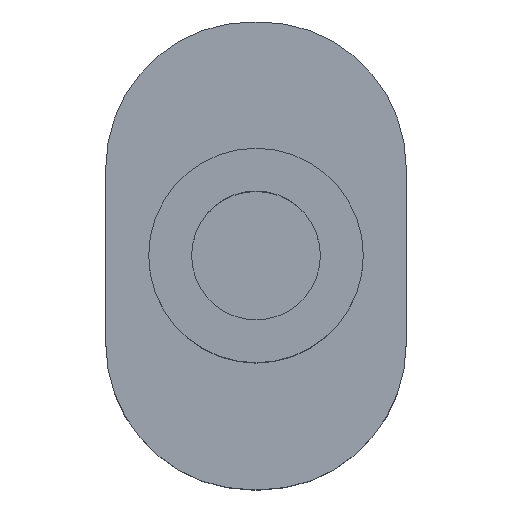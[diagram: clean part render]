
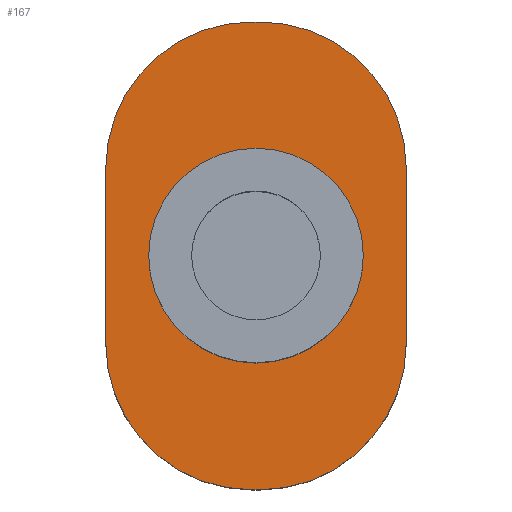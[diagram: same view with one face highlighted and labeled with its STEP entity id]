
A CAD part, top view. The second image highlights one B-rep face of the part: STEP entity #167.
In plain terms, the highlighted planar face has unit normal (0, 0, 1).
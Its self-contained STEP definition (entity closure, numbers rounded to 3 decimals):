
#32 = VERTEX_POINT('',#33);
#33 = CARTESIAN_POINT('',(-0.1,5.45,3.5));
#39 = EDGE_CURVE('',#32,#40,#42,.T.);
#40 = VERTEX_POINT('',#41);
#41 = CARTESIAN_POINT('',(0.1,5.45,3.5));
#42 = LINE('',#43,#44);
#43 = CARTESIAN_POINT('',(-3.5,5.45,3.5));
#44 = VECTOR('',#45,1.);
#45 = DIRECTION('',(1.,0.,0.));
#123 = VERTEX_POINT('',#124);
#124 = CARTESIAN_POINT('',(-3.5,2.05,3.5));
#130 = EDGE_CURVE('',#32,#123,#131,.T.);
#131 = CIRCLE('',#132,3.4);
#132 = AXIS2_PLACEMENT_3D('',#133,#134,#135);
#133 = CARTESIAN_POINT('',(-0.1,2.05,3.5));
#134 = DIRECTION('',(-0.,0.,1.));
#135 = DIRECTION('',(0.,-1.,0.));
#148 = VERTEX_POINT('',#149);
#149 = CARTESIAN_POINT('',(3.5,2.05,3.5));
#155 = EDGE_CURVE('',#40,#148,#156,.T.);
#156 = CIRCLE('',#157,3.4);
#157 = AXIS2_PLACEMENT_3D('',#158,#159,#160);
#158 = CARTESIAN_POINT('',(0.1,2.05,3.5));
#159 = DIRECTION('',(-0.,-0.,-1.));
#160 = DIRECTION('',(0.,-1.,0.));
#167 = ADVANCED_FACE('',(#168,#213),#224,.T.);
#168 = FACE_BOUND('',#169,.T.);
#169 = EDGE_LOOP('',(#170,#171,#172,#180,#189,#197,#206,#212));
#170 = ORIENTED_EDGE('',*,*,#39,.F.);
#171 = ORIENTED_EDGE('',*,*,#130,.T.);
#172 = ORIENTED_EDGE('',*,*,#173,.F.);
#173 = EDGE_CURVE('',#174,#123,#176,.T.);
#174 = VERTEX_POINT('',#175);
#175 = CARTESIAN_POINT('',(-3.5,-2.05,3.5));
#176 = LINE('',#177,#178);
#177 = CARTESIAN_POINT('',(-3.5,-5.45,3.5));
#178 = VECTOR('',#179,1.);
#179 = DIRECTION('',(0.,1.,0.));
#180 = ORIENTED_EDGE('',*,*,#181,.T.);
#181 = EDGE_CURVE('',#174,#182,#184,.T.);
#182 = VERTEX_POINT('',#183);
#183 = CARTESIAN_POINT('',(-0.1,-5.45,3.5));
#184 = CIRCLE('',#185,3.4);
#185 = AXIS2_PLACEMENT_3D('',#186,#187,#188);
#186 = CARTESIAN_POINT('',(-0.1,-2.05,3.5));
#187 = DIRECTION('',(-0.,0.,1.));
#188 = DIRECTION('',(0.,-1.,0.));
#189 = ORIENTED_EDGE('',*,*,#190,.F.);
#190 = EDGE_CURVE('',#191,#182,#193,.T.);
#191 = VERTEX_POINT('',#192);
#192 = CARTESIAN_POINT('',(0.1,-5.45,3.5));
#193 = LINE('',#194,#195);
#194 = CARTESIAN_POINT('',(3.5,-5.45,3.5));
#195 = VECTOR('',#196,1.);
#196 = DIRECTION('',(-1.,0.,0.));
#197 = ORIENTED_EDGE('',*,*,#198,.F.);
#198 = EDGE_CURVE('',#199,#191,#201,.T.);
#199 = VERTEX_POINT('',#200);
#200 = CARTESIAN_POINT('',(3.5,-2.05,3.5));
#201 = CIRCLE('',#202,3.4);
#202 = AXIS2_PLACEMENT_3D('',#203,#204,#205);
#203 = CARTESIAN_POINT('',(0.1,-2.05,3.5));
#204 = DIRECTION('',(-0.,-0.,-1.));
#205 = DIRECTION('',(0.,-1.,0.));
#206 = ORIENTED_EDGE('',*,*,#207,.F.);
#207 = EDGE_CURVE('',#148,#199,#208,.T.);
#208 = LINE('',#209,#210);
#209 = CARTESIAN_POINT('',(3.5,5.45,3.5));
#210 = VECTOR('',#211,1.);
#211 = DIRECTION('',(0.,-1.,0.));
#212 = ORIENTED_EDGE('',*,*,#155,.F.);
#213 = FACE_BOUND('',#214,.T.);
#214 = EDGE_LOOP('',(#215));
#215 = ORIENTED_EDGE('',*,*,#216,.F.);
#216 = EDGE_CURVE('',#217,#217,#219,.T.);
#217 = VERTEX_POINT('',#218);
#218 = CARTESIAN_POINT('',(2.5,0.,3.5));
#219 = CIRCLE('',#220,2.5);
#220 = AXIS2_PLACEMENT_3D('',#221,#222,#223);
#221 = CARTESIAN_POINT('',(0.,0.,3.5));
#222 = DIRECTION('',(0.,0.,1.));
#223 = DIRECTION('',(1.,0.,0.));
#224 = PLANE('',#225);
#225 = AXIS2_PLACEMENT_3D('',#226,#227,#228);
#226 = CARTESIAN_POINT('',(0.,0.,3.5));
#227 = DIRECTION('',(0.,0.,1.));
#228 = DIRECTION('',(1.,0.,0.));
